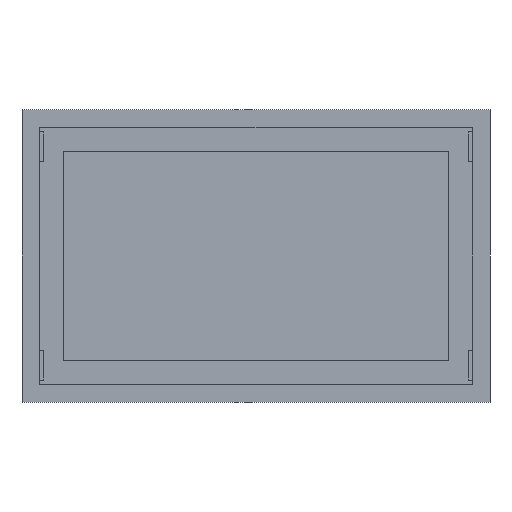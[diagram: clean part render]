
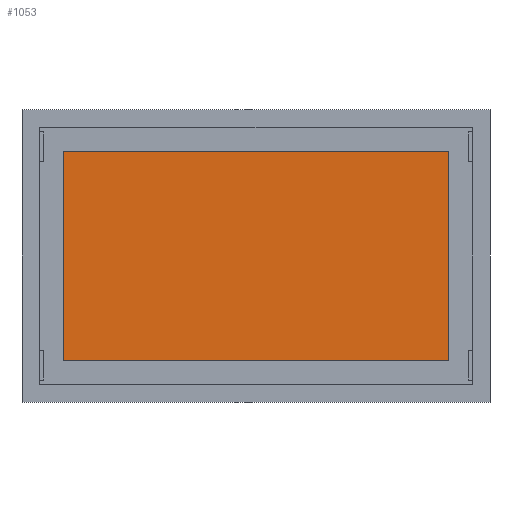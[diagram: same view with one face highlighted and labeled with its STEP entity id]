
A CAD part, front view. The second image highlights one B-rep face of the part: STEP entity #1053.
In plain terms, the highlighted planar face has unit normal (0, -1, 0).
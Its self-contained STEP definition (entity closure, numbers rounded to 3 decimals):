
#10 = AXIS2_PLACEMENT_3D ( 'NONE', #503, #1912, #306 ) ;
#33 = VERTEX_POINT ( 'NONE', #1530 ) ;
#71 = EDGE_LOOP ( 'NONE', ( #250, #1623, #1425, #1473 ) ) ;
#81 = CIRCLE ( 'NONE', #1490, 3. ) ;
#140 = ORIENTED_EDGE ( 'NONE', *, *, #421, .T. ) ;
#217 = CARTESIAN_POINT ( 'NONE',  ( 0., -3., -114. ) ) ;
#250 = ORIENTED_EDGE ( 'NONE', *, *, #909, .F. ) ;
#279 = ORIENTED_EDGE ( 'NONE', *, *, #1805, .T. ) ;
#306 = DIRECTION ( 'NONE',  ( 0., 0., 1. ) ) ;
#358 = VERTEX_POINT ( 'NONE', #675 ) ;
#401 = VERTEX_POINT ( 'NONE', #1945 ) ;
#421 = EDGE_CURVE ( 'NONE', #401, #1730, #571, .T. ) ;
#434 = CIRCLE ( 'NONE', #822, 3. ) ;
#464 = PLANE ( 'NONE',  #1648 ) ;
#503 = CARTESIAN_POINT ( 'NONE',  ( 0., -3., -114. ) ) ;
#571 = CIRCLE ( 'NONE', #2111, 3. ) ;
#600 = LINE ( 'NONE', #1987, #2042 ) ;
#606 = DIRECTION ( 'NONE',  ( -1., 0., 0. ) ) ;
#639 = FACE_OUTER_BOUND ( 'NONE', #71, .T. ) ;
#652 = EDGE_CURVE ( 'NONE', #33, #1895, #1475, .T. ) ;
#671 = ORIENTED_EDGE ( 'NONE', *, *, #1713, .T. ) ;
#675 = CARTESIAN_POINT ( 'NONE',  ( 70., -3., 120. ) ) ;
#684 = VECTOR ( 'NONE', #606, 1000. ) ;
#720 = EDGE_LOOP ( 'NONE', ( #1714, #671 ) ) ;
#763 = VERTEX_POINT ( 'NONE', #1625 ) ;
#767 = EDGE_CURVE ( 'NONE', #358, #33, #1297, .T. ) ;
#777 = EDGE_CURVE ( 'NONE', #923, #358, #600, .T. ) ;
#822 = AXIS2_PLACEMENT_3D ( 'NONE', #1544, #1001, #982 ) ;
#875 = CARTESIAN_POINT ( 'NONE',  ( -70., -3., -120. ) ) ;
#907 = DIRECTION ( 'NONE',  ( 0., 0., 1. ) ) ;
#909 = EDGE_CURVE ( 'NONE', #1895, #923, #1178, .T. ) ;
#923 = VERTEX_POINT ( 'NONE', #2226 ) ;
#982 = DIRECTION ( 'NONE',  ( 0., 0., 1. ) ) ;
#1001 = DIRECTION ( 'NONE',  ( 0., 1., 0. ) ) ;
#1053 = ADVANCED_FACE ( 'NONE', ( #1350, #1327, #639 ), #464, .F. ) ;
#1146 = EDGE_LOOP ( 'NONE', ( #279, #140 ) ) ;
#1159 = CARTESIAN_POINT ( 'NONE',  ( -70., -3., 120. ) ) ;
#1178 = LINE ( 'NONE', #2031, #1269 ) ;
#1245 = CARTESIAN_POINT ( 'NONE',  ( 0., -3., 117. ) ) ;
#1269 = VECTOR ( 'NONE', #1711, 1000. ) ;
#1297 = LINE ( 'NONE', #1836, #1967 ) ;
#1327 = FACE_BOUND ( 'NONE', #1146, .T. ) ;
#1335 = DIRECTION ( 'NONE',  ( 0., 1., 0. ) ) ;
#1350 = FACE_BOUND ( 'NONE', #720, .T. ) ;
#1425 = ORIENTED_EDGE ( 'NONE', *, *, #767, .F. ) ;
#1467 = DIRECTION ( 'NONE',  ( 0., 0., 1. ) ) ;
#1473 = ORIENTED_EDGE ( 'NONE', *, *, #777, .F. ) ;
#1475 = LINE ( 'NONE', #2172, #684 ) ;
#1490 = AXIS2_PLACEMENT_3D ( 'NONE', #1504, #2198, #1467 ) ;
#1504 = CARTESIAN_POINT ( 'NONE',  ( 0., -3., 114. ) ) ;
#1530 = CARTESIAN_POINT ( 'NONE',  ( 70., -3., -120. ) ) ;
#1544 = CARTESIAN_POINT ( 'NONE',  ( 0., -3., 114. ) ) ;
#1550 = VERTEX_POINT ( 'NONE', #1245 ) ;
#1623 = ORIENTED_EDGE ( 'NONE', *, *, #652, .F. ) ;
#1625 = CARTESIAN_POINT ( 'NONE',  ( 0., -3., 111. ) ) ;
#1648 = AXIS2_PLACEMENT_3D ( 'NONE', #1159, #1335, #1708 ) ;
#1708 = DIRECTION ( 'NONE',  ( 0., 0., 1. ) ) ;
#1711 = DIRECTION ( 'NONE',  ( 0., 0., 1. ) ) ;
#1713 = EDGE_CURVE ( 'NONE', #763, #1550, #81, .T. ) ;
#1714 = ORIENTED_EDGE ( 'NONE', *, *, #2206, .T. ) ;
#1730 = VERTEX_POINT ( 'NONE', #1996 ) ;
#1805 = EDGE_CURVE ( 'NONE', #1730, #401, #1822, .T. ) ;
#1812 = DIRECTION ( 'NONE',  ( 0., 1., 0. ) ) ;
#1822 = CIRCLE ( 'NONE', #10, 3. ) ;
#1836 = CARTESIAN_POINT ( 'NONE',  ( 70., -3., -120. ) ) ;
#1895 = VERTEX_POINT ( 'NONE', #875 ) ;
#1912 = DIRECTION ( 'NONE',  ( 0., 1., 0. ) ) ;
#1945 = CARTESIAN_POINT ( 'NONE',  ( 0., -3., -117. ) ) ;
#1967 = VECTOR ( 'NONE', #2157, 1000. ) ;
#1987 = CARTESIAN_POINT ( 'NONE',  ( -70., -3., 120. ) ) ;
#1996 = CARTESIAN_POINT ( 'NONE',  ( 0., -3., -111. ) ) ;
#2031 = CARTESIAN_POINT ( 'NONE',  ( -70., -3., -120. ) ) ;
#2042 = VECTOR ( 'NONE', #2167, 1000. ) ;
#2111 = AXIS2_PLACEMENT_3D ( 'NONE', #217, #1812, #907 ) ;
#2157 = DIRECTION ( 'NONE',  ( 0., 0., -1. ) ) ;
#2167 = DIRECTION ( 'NONE',  ( 1., 0., 0. ) ) ;
#2172 = CARTESIAN_POINT ( 'NONE',  ( -70., -3., -120. ) ) ;
#2198 = DIRECTION ( 'NONE',  ( 0., 1., 0. ) ) ;
#2206 = EDGE_CURVE ( 'NONE', #1550, #763, #434, .T. ) ;
#2226 = CARTESIAN_POINT ( 'NONE',  ( -70., -3., 120. ) ) ;
